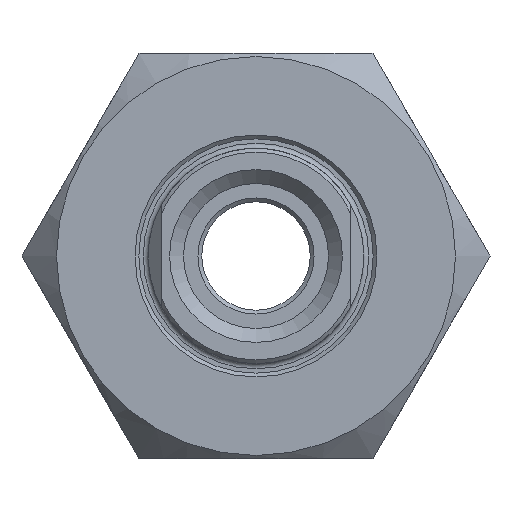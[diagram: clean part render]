
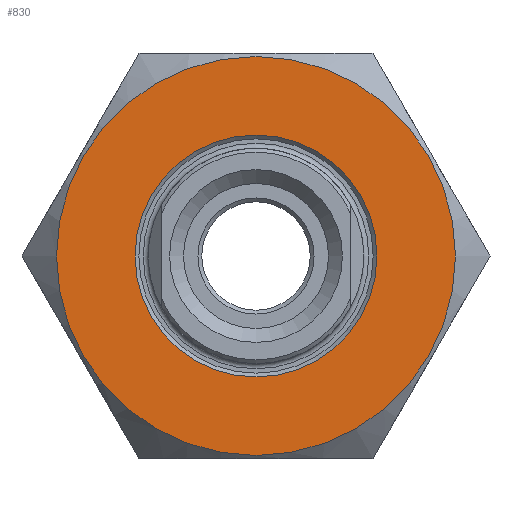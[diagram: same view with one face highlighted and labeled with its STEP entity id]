
A CAD part, left-side view. The second image highlights one B-rep face of the part: STEP entity #830.
In plain terms, the highlighted planar face has unit normal (-1, 0, 0).
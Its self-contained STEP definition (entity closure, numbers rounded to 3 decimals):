
#48=FACE_BOUND('',#143,.T.);
#62=PLANE('',#965);
#90=FACE_OUTER_BOUND('',#142,.T.);
#142=EDGE_LOOP('',(#607));
#143=EDGE_LOOP('',(#608));
#299=CIRCLE('',#946,15.75);
#306=CIRCLE('',#960,9.55);
#366=VERTEX_POINT('',#1391);
#372=VERTEX_POINT('',#1417);
#448=EDGE_CURVE('',#366,#366,#299,.T.);
#460=EDGE_CURVE('',#372,#372,#306,.T.);
#607=ORIENTED_EDGE('',*,*,#448,.T.);
#608=ORIENTED_EDGE('',*,*,#460,.F.);
#830=ADVANCED_FACE('',(#90,#48),#62,.T.);
#946=AXIS2_PLACEMENT_3D('',#1393,#1070,#1071);
#960=AXIS2_PLACEMENT_3D('',#1418,#1103,#1104);
#965=AXIS2_PLACEMENT_3D('',#1428,#1115,#1116);
#1070=DIRECTION('center_axis',(-1.,0.,0.));
#1071=DIRECTION('ref_axis',(0.,1.,0.));
#1103=DIRECTION('center_axis',(-1.,0.,0.));
#1104=DIRECTION('ref_axis',(0.,0.,-1.));
#1115=DIRECTION('center_axis',(-1.,0.,0.));
#1116=DIRECTION('ref_axis',(0.,0.,1.));
#1391=CARTESIAN_POINT('',(-13.5,-15.75,0.));
#1393=CARTESIAN_POINT('Origin',(-13.5,0.,0.));
#1417=CARTESIAN_POINT('',(-13.5,0.,9.55));
#1418=CARTESIAN_POINT('Origin',(-13.5,0.,0.));
#1428=CARTESIAN_POINT('Origin',(-13.5,0.,0.));
